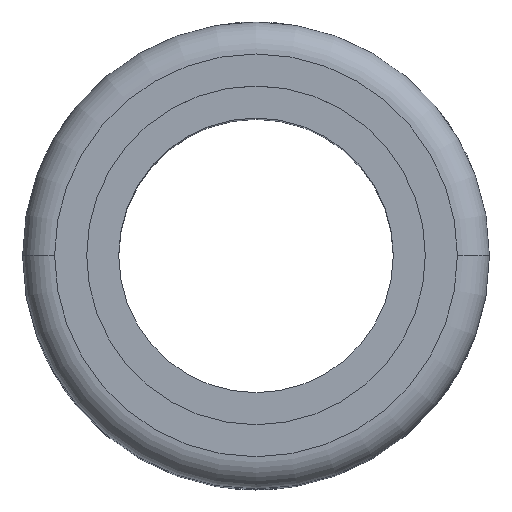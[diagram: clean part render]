
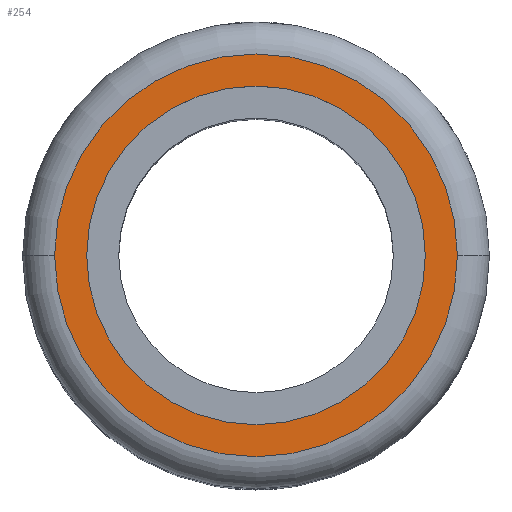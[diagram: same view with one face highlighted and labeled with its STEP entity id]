
A CAD part, top view. The second image highlights one B-rep face of the part: STEP entity #254.
In plain terms, the highlighted planar face has unit normal (0, 0, 1).
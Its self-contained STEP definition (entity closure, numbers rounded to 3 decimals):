
#72 = EDGE_CURVE ( 'NONE', #413, #416, #1993, .T. ) ;
#76 = EDGE_CURVE ( 'NONE', #418, #417, #1998, .T. ) ;
#103 = EDGE_CURVE ( 'NONE', #417, #418, #2027, .T. ) ;
#107 = EDGE_CURVE ( 'NONE', #416, #413, #2034, .T. ) ;
#129 = AXIS2_PLACEMENT_3D ( 'NONE', #669, #672, #673 ) ;
#131 = AXIS2_PLACEMENT_3D ( 'NONE', #683, #684, #685 ) ;
#137 = AXIS2_PLACEMENT_3D ( 'NONE', #827, #865, #866 ) ;
#143 = AXIS2_PLACEMENT_3D ( 'NONE', #870, #877, #878 ) ;
#168 = AXIS2_PLACEMENT_3D ( 'NONE', #955, #957, #958 ) ;
#254 = ADVANCED_FACE ( 'NONE', ( #2051, #2069 ), #956, .F. ) ;
#413 = VERTEX_POINT ( 'NONE', #1340 ) ;
#416 = VERTEX_POINT ( 'NONE', #1343 ) ;
#417 = VERTEX_POINT ( 'NONE', #1344 ) ;
#418 = VERTEX_POINT ( 'NONE', #1345 ) ;
#669 = CARTESIAN_POINT ( 'NONE',  ( 0., 0., 13. ) ) ;
#672 = DIRECTION ( 'NONE',  ( 0., 0., 1. ) ) ;
#673 = DIRECTION ( 'NONE',  ( 1., 0., 0. ) ) ;
#683 = CARTESIAN_POINT ( 'NONE',  ( 0., 0., 13. ) ) ;
#684 = DIRECTION ( 'NONE',  ( 0., 0., 1. ) ) ;
#685 = DIRECTION ( 'NONE',  ( 1., 0., 0. ) ) ;
#827 = CARTESIAN_POINT ( 'NONE',  ( 0., 0., 13. ) ) ;
#865 = DIRECTION ( 'NONE',  ( 0., 0., 1. ) ) ;
#866 = DIRECTION ( 'NONE',  ( 1., 0., 0. ) ) ;
#870 = CARTESIAN_POINT ( 'NONE',  ( 0., 0., 13. ) ) ;
#877 = DIRECTION ( 'NONE',  ( 0., 0., 1. ) ) ;
#878 = DIRECTION ( 'NONE',  ( 1., 0., 0. ) ) ;
#955 = CARTESIAN_POINT ( 'NONE',  ( 0., 6.167, 13. ) ) ;
#956 = PLANE ( 'NONE',  #168 ) ;
#957 = DIRECTION ( 'NONE',  ( 0., 0., -1. ) ) ;
#958 = DIRECTION ( 'NONE',  ( -1., 0., 0. ) ) ;
#1340 = CARTESIAN_POINT ( 'NONE',  ( -6.167, 0., 13. ) ) ;
#1343 = CARTESIAN_POINT ( 'NONE',  ( 6.167, 0., 13. ) ) ;
#1344 = CARTESIAN_POINT ( 'NONE',  ( -7.333, 0., 13. ) ) ;
#1345 = CARTESIAN_POINT ( 'NONE',  ( 7.333, 0., 13. ) ) ;
#1692 = ORIENTED_EDGE ( 'NONE', *, *, #107, .F. ) ;
#1693 = ORIENTED_EDGE ( 'NONE', *, *, #72, .F. ) ;
#1694 = ORIENTED_EDGE ( 'NONE', *, *, #76, .T. ) ;
#1695 = ORIENTED_EDGE ( 'NONE', *, *, #103, .T. ) ;
#1853 = EDGE_LOOP ( 'NONE', ( #1692, #1693 ) ) ;
#1855 = EDGE_LOOP ( 'NONE', ( #1694, #1695 ) ) ;
#1993 = CIRCLE ( 'NONE', #129, 6.167 ) ;
#1998 = CIRCLE ( 'NONE', #131, 7.333 ) ;
#2027 = CIRCLE ( 'NONE', #137, 7.333 ) ;
#2034 = CIRCLE ( 'NONE', #143, 6.167 ) ;
#2051 = FACE_BOUND ( 'NONE', #1853, .T. ) ;
#2069 = FACE_OUTER_BOUND ( 'NONE', #1855, .T. ) ;
